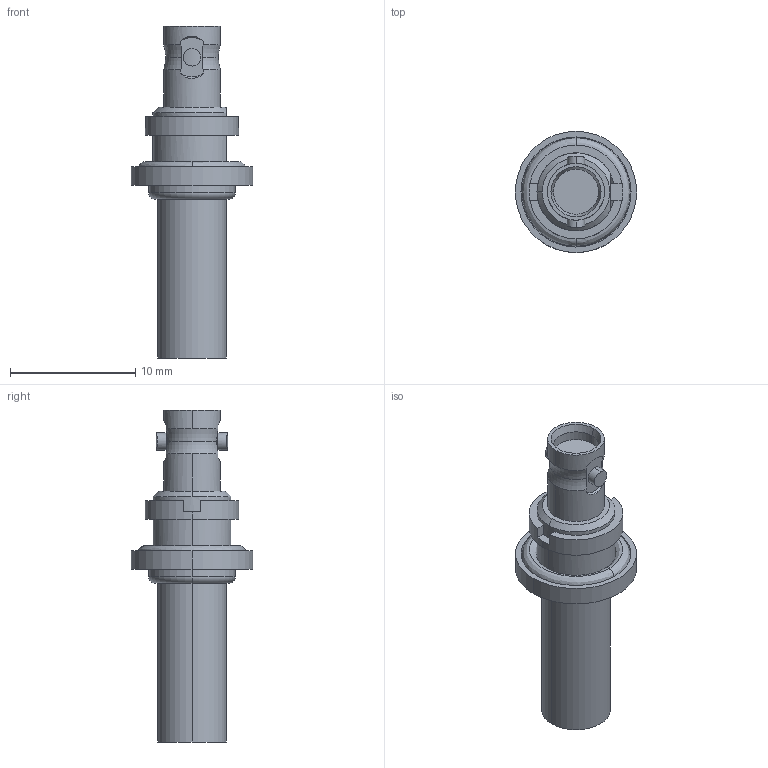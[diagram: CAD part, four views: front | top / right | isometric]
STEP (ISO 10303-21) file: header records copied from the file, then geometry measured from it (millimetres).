
FILE_DESCRIPTION (( 'STEP AP214' ), '1' );
FILE_NAME ('J01291A0022O1.STEP', '2018-09-20T13:30:45', ( '' ), ( '' ), 'SwSTEP 2.0', 'SolidWorks 2017', '' );
FILE_SCHEMA (( 'AUTOMOTIVE_DESIGN' ));
Length unit declared in the file: millimetre
Products named in the file (1): J01291A0022O1
Bounding box: 9.7 x 9.7 x 26.55 mm (x, y, z)
Volume: 567.4 mm3; surface area: 992.9 mm2
Topology: 2 solids, 2 shells, 88 faces, 215 edges, 139 vertices
Faces by surface type: cylinder 33, plane 28, cone 15, torus 8, bspline 4
Entity records: 3758 total; most frequent: CARTESIAN_POINT 673, DIRECTION 462, ORIENTED_EDGE 430, EDGE_CURVE 215, AXIS2_PLACEMENT_3D 192, VERTEX_POINT 139, CIRCLE 107, EDGE_LOOP 100
